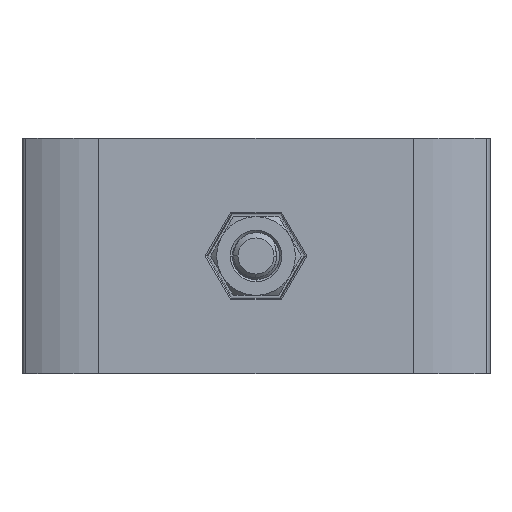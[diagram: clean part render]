
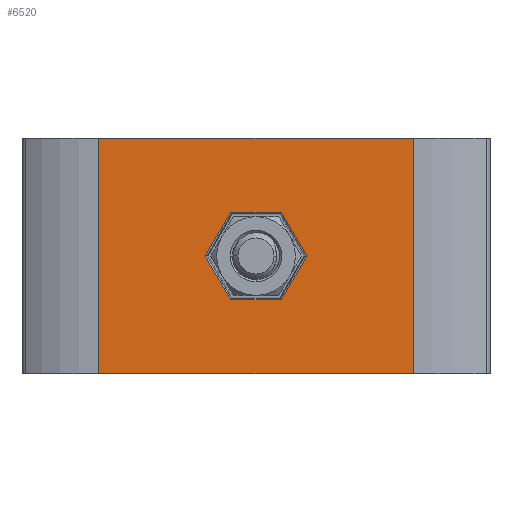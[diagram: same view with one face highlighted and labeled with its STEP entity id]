
A CAD part, front view. The second image highlights one B-rep face of the part: STEP entity #6520.
In plain terms, the highlighted planar face has unit normal (0, -1, 0).
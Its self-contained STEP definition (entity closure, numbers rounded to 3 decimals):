
#9 = CARTESIAN_POINT ( 'NONE',  ( -2.247, -16.028, -7.036 ) ) ;
#188 = VERTEX_POINT ( 'NONE', #9 ) ;
#366 = VERTEX_POINT ( 'NONE', #5086 ) ;
#379 = VECTOR ( 'NONE', #14327, 1000. ) ;
#893 = FACE_BOUND ( 'NONE', #7652, .T. ) ;
#1114 = LINE ( 'NONE', #13189, #2792 ) ;
#1187 = VERTEX_POINT ( 'NONE', #2226 ) ;
#1359 = VECTOR ( 'NONE', #13750, 1000. ) ;
#1604 = DIRECTION ( 'NONE',  ( 0.5, 0., -0.866 ) ) ;
#1745 = DIRECTION ( 'NONE',  ( -0.5, 0., 0.866 ) ) ;
#2226 = CARTESIAN_POINT ( 'NONE',  ( -5.472, -16.028, -1.45 ) ) ;
#2234 = CARTESIAN_POINT ( 'NONE',  ( 4.203, -16.028, -7.036 ) ) ;
#2250 = VERTEX_POINT ( 'NONE', #3236 ) ;
#2792 = VECTOR ( 'NONE', #13104, 1000. ) ;
#2970 = VERTEX_POINT ( 'NONE', #11442 ) ;
#3236 = CARTESIAN_POINT ( 'NONE',  ( 4.203, -16.028, 4.136 ) ) ;
#3571 = ORIENTED_EDGE ( 'NONE', *, *, #12836, .F. ) ;
#3591 = ORIENTED_EDGE ( 'NONE', *, *, #5647, .T. ) ;
#3653 = VERTEX_POINT ( 'NONE', #11216 ) ;
#3694 = EDGE_CURVE ( 'NONE', #7516, #4223, #10600, .T. ) ;
#4014 = CARTESIAN_POINT ( 'NONE',  ( -19.022, -16.028, -16.45 ) ) ;
#4223 = VERTEX_POINT ( 'NONE', #13673 ) ;
#4259 = ORIENTED_EDGE ( 'NONE', *, *, #15503, .T. ) ;
#4353 = CARTESIAN_POINT ( 'NONE',  ( 4.203, -16.028, 4.136 ) ) ;
#4449 = VECTOR ( 'NONE', #5544, 1000. ) ;
#4671 = DIRECTION ( 'NONE',  ( 1., 0., 0. ) ) ;
#4990 = ORIENTED_EDGE ( 'NONE', *, *, #7248, .T. ) ;
#5086 = CARTESIAN_POINT ( 'NONE',  ( 7.428, -16.028, -1.45 ) ) ;
#5370 = CARTESIAN_POINT ( 'NONE',  ( 4.203, -16.028, 4.136 ) ) ;
#5544 = DIRECTION ( 'NONE',  ( 0., 0., 1. ) ) ;
#5647 = EDGE_CURVE ( 'NONE', #188, #1187, #16677, .T. ) ;
#5878 = ORIENTED_EDGE ( 'NONE', *, *, #3694, .T. ) ;
#6113 = FACE_OUTER_BOUND ( 'NONE', #15148, .T. ) ;
#6279 = ORIENTED_EDGE ( 'NONE', *, *, #8804, .F. ) ;
#6520 = ADVANCED_FACE ( 'NONE', ( #893, #6113 ), #11388, .T. ) ;
#6617 = CARTESIAN_POINT ( 'NONE',  ( 20.978, -16.028, 13.55 ) ) ;
#6713 = CARTESIAN_POINT ( 'NONE',  ( 30.728, -16.028, 13.55 ) ) ;
#6750 = DIRECTION ( 'NONE',  ( 1., 0., 0. ) ) ;
#6787 = VECTOR ( 'NONE', #6750, 1000. ) ;
#6964 = EDGE_CURVE ( 'NONE', #1187, #3653, #1114, .T. ) ;
#7015 = LINE ( 'NONE', #4353, #11529 ) ;
#7150 = CARTESIAN_POINT ( 'NONE',  ( -2.247, -16.028, -7.036 ) ) ;
#7248 = EDGE_CURVE ( 'NONE', #2250, #366, #14528, .T. ) ;
#7516 = VERTEX_POINT ( 'NONE', #6617 ) ;
#7652 = EDGE_LOOP ( 'NONE', ( #6279, #3591, #12274, #3571, #4990, #4259 ) ) ;
#7965 = CARTESIAN_POINT ( 'NONE',  ( 7.428, -16.028, -1.45 ) ) ;
#8213 = CARTESIAN_POINT ( 'NONE',  ( 20.978, -16.028, -16.45 ) ) ;
#8712 = ORIENTED_EDGE ( 'NONE', *, *, #11905, .T. ) ;
#8804 = EDGE_CURVE ( 'NONE', #188, #9316, #14928, .T. ) ;
#9183 = LINE ( 'NONE', #4014, #6787 ) ;
#9223 = VECTOR ( 'NONE', #1745, 1000. ) ;
#9316 = VERTEX_POINT ( 'NONE', #2234 ) ;
#9652 = EDGE_CURVE ( 'NONE', #13907, #7516, #10897, .T. ) ;
#9819 = LINE ( 'NONE', #7965, #14910 ) ;
#9929 = DIRECTION ( 'NONE',  ( -1., 0., 0. ) ) ;
#10274 = ORIENTED_EDGE ( 'NONE', *, *, #12882, .T. ) ;
#10495 = AXIS2_PLACEMENT_3D ( 'NONE', #6713, #10515, #14491 ) ;
#10515 = DIRECTION ( 'NONE',  ( 0., -1., 0. ) ) ;
#10600 = LINE ( 'NONE', #13301, #379 ) ;
#10897 = LINE ( 'NONE', #8213, #4449 ) ;
#11216 = CARTESIAN_POINT ( 'NONE',  ( -2.247, -16.028, 4.136 ) ) ;
#11234 = CARTESIAN_POINT ( 'NONE',  ( -19.022, -16.028, 13.55 ) ) ;
#11388 = PLANE ( 'NONE',  #10495 ) ;
#11442 = CARTESIAN_POINT ( 'NONE',  ( -19.022, -16.028, -16.45 ) ) ;
#11529 = VECTOR ( 'NONE', #9929, 1000. ) ;
#11615 = VECTOR ( 'NONE', #4671, 1000. ) ;
#11905 = EDGE_CURVE ( 'NONE', #2970, #13907, #9183, .T. ) ;
#12274 = ORIENTED_EDGE ( 'NONE', *, *, #6964, .T. ) ;
#12706 = VECTOR ( 'NONE', #1604, 1000. ) ;
#12836 = EDGE_CURVE ( 'NONE', #2250, #3653, #7015, .T. ) ;
#12882 = EDGE_CURVE ( 'NONE', #4223, #2970, #15039, .T. ) ;
#13104 = DIRECTION ( 'NONE',  ( 0.5, 0., 0.866 ) ) ;
#13189 = CARTESIAN_POINT ( 'NONE',  ( -5.472, -16.028, -1.45 ) ) ;
#13301 = CARTESIAN_POINT ( 'NONE',  ( 20.978, -16.028, 13.55 ) ) ;
#13673 = CARTESIAN_POINT ( 'NONE',  ( -19.022, -16.028, 13.55 ) ) ;
#13750 = DIRECTION ( 'NONE',  ( 0., 0., -1. ) ) ;
#13907 = VERTEX_POINT ( 'NONE', #14414 ) ;
#14327 = DIRECTION ( 'NONE',  ( -1., 0., 0. ) ) ;
#14414 = CARTESIAN_POINT ( 'NONE',  ( 20.978, -16.028, -16.45 ) ) ;
#14491 = DIRECTION ( 'NONE',  ( 1., 0., 0. ) ) ;
#14528 = LINE ( 'NONE', #5370, #12706 ) ;
#14652 = ORIENTED_EDGE ( 'NONE', *, *, #9652, .T. ) ;
#14910 = VECTOR ( 'NONE', #16392, 1000. ) ;
#14928 = LINE ( 'NONE', #7150, #11615 ) ;
#15039 = LINE ( 'NONE', #11234, #1359 ) ;
#15148 = EDGE_LOOP ( 'NONE', ( #10274, #8712, #14652, #5878 ) ) ;
#15309 = CARTESIAN_POINT ( 'NONE',  ( -2.247, -16.028, -7.036 ) ) ;
#15503 = EDGE_CURVE ( 'NONE', #366, #9316, #9819, .T. ) ;
#16392 = DIRECTION ( 'NONE',  ( -0.5, 0., -0.866 ) ) ;
#16677 = LINE ( 'NONE', #15309, #9223 ) ;
